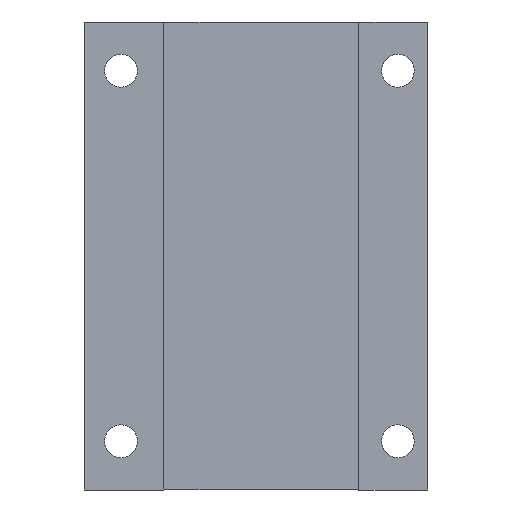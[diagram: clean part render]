
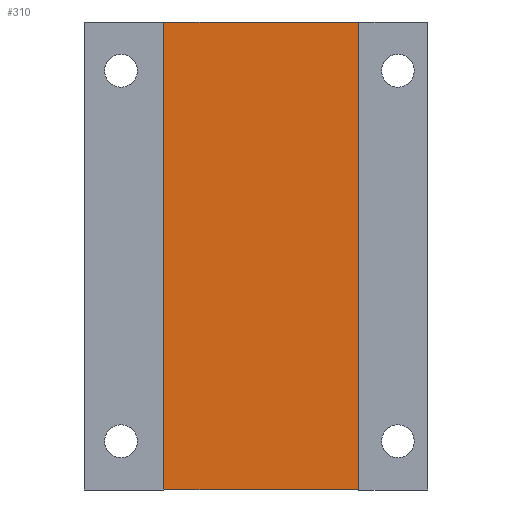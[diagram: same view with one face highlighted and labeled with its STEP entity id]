
A CAD part, front view. The second image highlights one B-rep face of the part: STEP entity #310.
In plain terms, the highlighted planar face has unit normal (0, -1, 0).
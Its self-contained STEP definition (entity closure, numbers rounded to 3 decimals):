
#283=AXIS2_PLACEMENT_3D('Plane Axis2P3D',#280,#281,#282) ;
#258=CARTESIAN_POINT('Vertex',(85.437,-284.153,1947.789)) ;
#261=CARTESIAN_POINT('Line Origine',(85.437,-284.153,1917.789)) ;
#265=CARTESIAN_POINT('Vertex',(85.437,-284.152,1887.789)) ;
#280=CARTESIAN_POINT('Axis2P3D Location',(85.437,-284.153,1947.789)) ;
#285=CARTESIAN_POINT('Line Origine',(72.937,-284.153,1947.789)) ;
#289=CARTESIAN_POINT('Vertex',(60.437,-284.153,1947.789)) ;
#292=CARTESIAN_POINT('Line Origine',(60.437,-284.153,1917.789)) ;
#296=CARTESIAN_POINT('Vertex',(60.437,-284.152,1887.789)) ;
#299=CARTESIAN_POINT('Line Origine',(72.937,-284.152,1887.789)) ;
#262=DIRECTION('Vector Direction',(0.,0.,-1.)) ;
#281=DIRECTION('Axis2P3D Direction',(0.,-1.,0.)) ;
#282=DIRECTION('Axis2P3D XDirection',(-1.,0.,0.)) ;
#286=DIRECTION('Vector Direction',(-1.,0.,0.)) ;
#293=DIRECTION('Vector Direction',(0.,0.,-1.)) ;
#300=DIRECTION('Vector Direction',(-1.,0.,0.)) ;
#263=VECTOR('Line Direction',#262,1.) ;
#287=VECTOR('Line Direction',#286,1.) ;
#294=VECTOR('Line Direction',#293,1.) ;
#301=VECTOR('Line Direction',#300,1.) ;
#305=ORIENTED_EDGE('',*,*,#267,.F.) ;
#306=ORIENTED_EDGE('',*,*,#291,.T.) ;
#307=ORIENTED_EDGE('',*,*,#298,.T.) ;
#308=ORIENTED_EDGE('',*,*,#303,.F.) ;
#310=ADVANCED_FACE('PartBody',(#309),#284,.T.) ;
#267=EDGE_CURVE('',#259,#266,#264,.T.) ;
#291=EDGE_CURVE('',#259,#290,#288,.T.) ;
#298=EDGE_CURVE('',#290,#297,#295,.T.) ;
#303=EDGE_CURVE('',#266,#297,#302,.T.) ;
#304=EDGE_LOOP('',(#305,#306,#307,#308)) ;
#309=FACE_OUTER_BOUND('',#304,.T.) ;
#264=LINE('Line',#261,#263) ;
#288=LINE('Line',#285,#287) ;
#295=LINE('Line',#292,#294) ;
#302=LINE('Line',#299,#301) ;
#284=PLANE('',#283) ;
#259=VERTEX_POINT('',#258) ;
#266=VERTEX_POINT('',#265) ;
#290=VERTEX_POINT('',#289) ;
#297=VERTEX_POINT('',#296) ;
